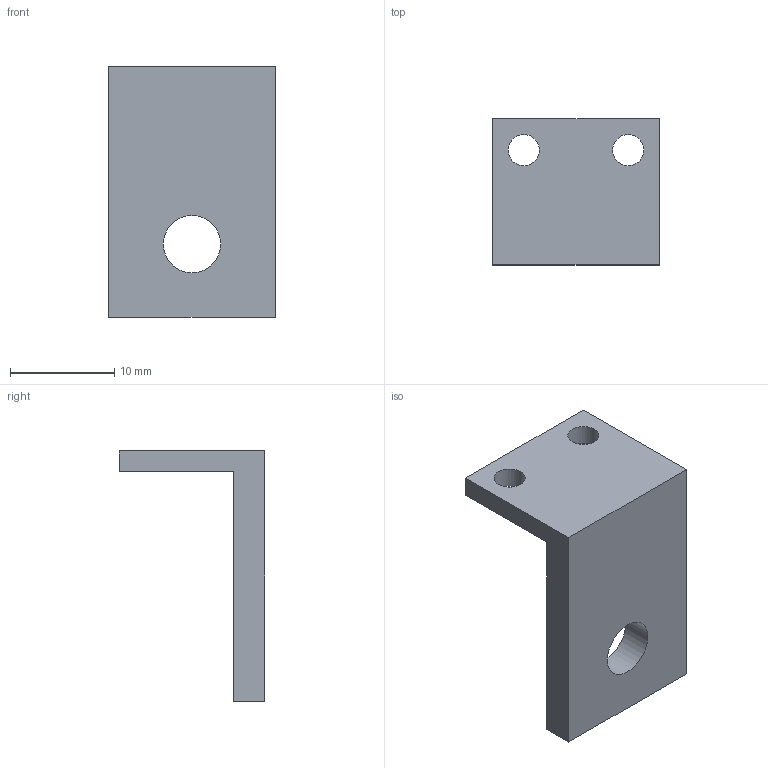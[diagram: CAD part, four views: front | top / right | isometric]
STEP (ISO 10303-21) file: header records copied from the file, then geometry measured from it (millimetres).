
FILE_DESCRIPTION(/* description */ (''),/* implementation_level */ '2;1');
FILE_NAME(/* name */ '',/* time_stamp */ '2025-12-30T12:18:50+03:00',/* author */ ('Zakhar'),/* organization */ (''),/* preprocessor_version */ 'ST-DEVELOPER v20',/* originating_system */ 'Autodesk Inventor 2024',/* authorisation */ '');
FILE_SCHEMA (('AUTOMOTIVE_DESIGN { 1 0 10303 214 3 1 1 }'));
Length unit declared in the file: millimetre
Products named in the file (1): держатель вала
Bounding box: 16 x 14 x 24 mm (x, y, z)
Volume: 1404.5 mm3; surface area: 1417.7 mm2
Topology: 1 solids, 1 shells, 11 faces, 27 edges, 18 vertices
Faces by surface type: plane 8, cylinder 3
Full cylindrical faces by diameter (mm): 3 x2, 5.5 x1
Entity records: 382 total; most frequent: DIRECTION 57, CARTESIAN_POINT 57, ORIENTED_EDGE 54, EDGE_CURVE 27, LINE 21, VECTOR 21, VERTEX_POINT 18, AXIS2_PLACEMENT_3D 18
